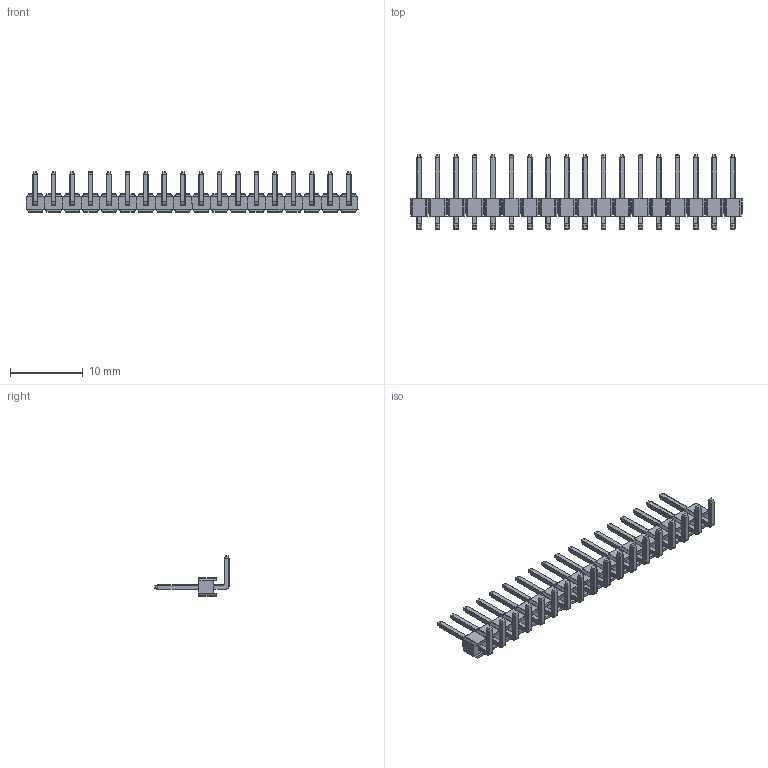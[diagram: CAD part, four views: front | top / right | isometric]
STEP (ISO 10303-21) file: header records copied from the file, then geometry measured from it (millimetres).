
FILE_DESCRIPTION (( 'STEP AP214' ), '1' );
FILE_NAME ('PH1RB-18-UA.STEP', '2019-04-16T17:23:33', ( '' ), ( '' ), 'SwSTEP 2.0', 'SolidWorks 2014', '' );
FILE_SCHEMA (( 'AUTOMOTIVE_DESIGN' ));
Length unit declared in the file: millimetre
Products named in the file (1): PH1RB-18-UA
Bounding box: 45.73 x 10.22 x 5.55 mm (x, y, z)
Volume: 326.2 mm3; surface area: 1370.3 mm2
Topology: 54 solids, 54 shells, 2124 faces, 5112 edges, 3024 vertices
Faces by surface type: cylinder 972, plane 792, torus 216, sphere 144
Entity records: 60707 total; most frequent: CARTESIAN_POINT 12133, DIRECTION 10226, ORIENTED_EDGE 10080, EDGE_CURVE 5040, AXIS2_PLACEMENT_3D 3709, VERTEX_POINT 3024, VECTOR 2808, LINE 2808
